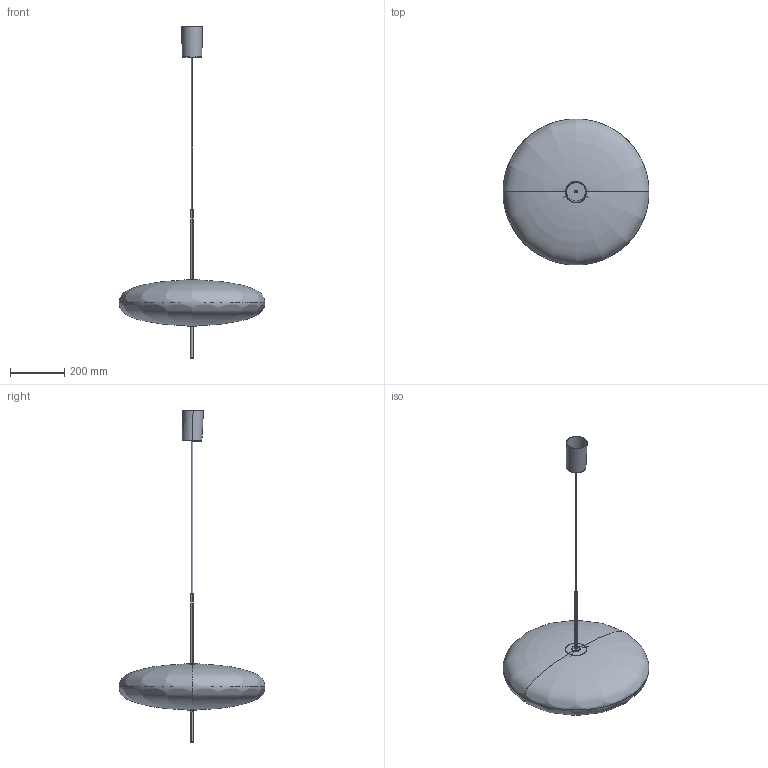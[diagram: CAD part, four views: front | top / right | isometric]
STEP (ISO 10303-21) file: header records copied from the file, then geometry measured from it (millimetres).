
FILE_DESCRIPTION(/* description */ (''),/* implementation_level */ '2;1');
FILE_NAME(/* name */ 'Model 2065 CAD',/* time_stamp */ '2017-06-09T14:04:41+02:00',/* author */ (''),/* organization */ (''),/* preprocessor_version */ 'ST-DEVELOPER v15',/* originating_system */ '',/* authorisation */ '');
FILE_SCHEMA (('AUTOMOTIVE_DESIGN'));
Length unit declared in the file: millimetre
Products named in the file (1): Document
Bounding box: 537.99 x 537.99 x 1225.13 mm (x, y, z)
Volume: 338440.3 mm3; surface area: 1219474.7 mm2
Topology: 9 solids, 9 shells, 85 faces, 183 edges, 108 vertices
Faces by surface type: bspline 70, plane 15
Entity records: 7348 total; most frequent: CARTESIAN_POINT 6232, ORIENTED_EDGE 348, EDGE_CURVE 174, VERTEX_POINT 106, EDGE_LOOP 94, ADVANCED_FACE 85, FACE_OUTER_BOUND 85, B_SPLINE_CURVE_WITH_KNOTS 37
